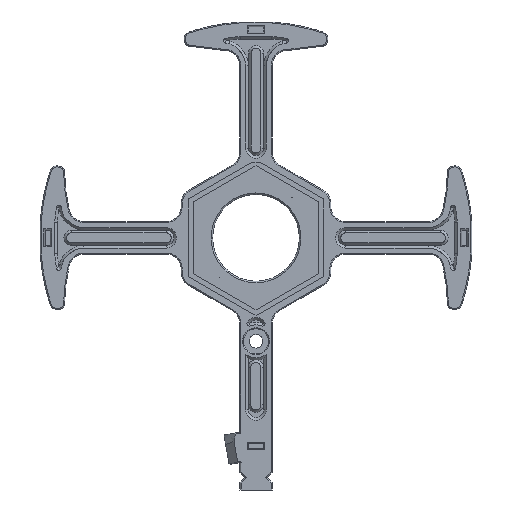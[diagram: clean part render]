
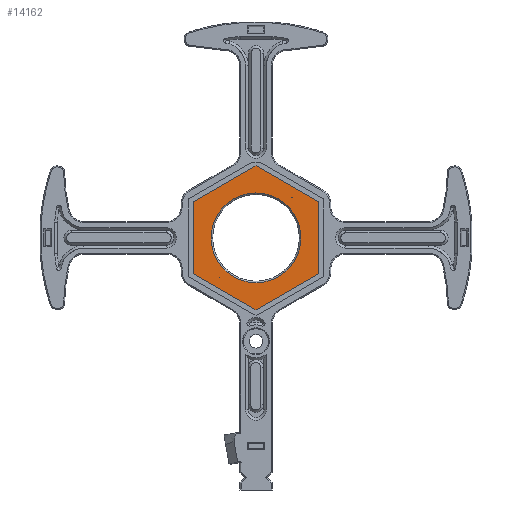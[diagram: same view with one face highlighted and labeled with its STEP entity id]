
A CAD part, left-side view. The second image highlights one B-rep face of the part: STEP entity #14162.
In plain terms, the highlighted planar face has unit normal (-1, 0, 0).
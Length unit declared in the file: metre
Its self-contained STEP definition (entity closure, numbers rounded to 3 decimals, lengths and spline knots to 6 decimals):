
#1296=CIRCLE('',#15463,0.017985);
#1297=CIRCLE('',#15464,0.021628);
#1298=CIRCLE('',#15465,0.021628);
#4295=ORIENTED_EDGE('',*,*,#7406,.T.);
#4296=ORIENTED_EDGE('',*,*,#7400,.F.);
#4297=ORIENTED_EDGE('',*,*,#7407,.F.);
#4298=ORIENTED_EDGE('',*,*,#7405,.F.);
#4299=ORIENTED_EDGE('',*,*,#7408,.F.);
#4300=ORIENTED_EDGE('',*,*,#7398,.F.);
#4301=ORIENTED_EDGE('',*,*,#7403,.F.);
#4302=ORIENTED_EDGE('',*,*,#7128,.T.);
#4303=ORIENTED_EDGE('',*,*,#7117,.T.);
#4304=ORIENTED_EDGE('',*,*,#7120,.T.);
#4305=ORIENTED_EDGE('',*,*,#7122,.T.);
#4306=ORIENTED_EDGE('',*,*,#7124,.T.);
#4307=ORIENTED_EDGE('',*,*,#7126,.T.);
#7117=EDGE_CURVE('',#8862,#8863,#9907,.T.);
#7120=EDGE_CURVE('',#8863,#8864,#9910,.T.);
#7122=EDGE_CURVE('',#8864,#8865,#9912,.T.);
#7124=EDGE_CURVE('',#8865,#8866,#9914,.T.);
#7126=EDGE_CURVE('',#8866,#8867,#9916,.T.);
#7128=EDGE_CURVE('',#8867,#8862,#9918,.T.);
#7398=EDGE_CURVE('',#9042,#9041,#10055,.T.);
#7400=EDGE_CURVE('',#9043,#9045,#10056,.T.);
#7403=EDGE_CURVE('',#9046,#9042,#10058,.T.);
#7405=EDGE_CURVE('',#9045,#9047,#10059,.T.);
#7406=EDGE_CURVE('',#9048,#9048,#1296,.F.);
#7407=EDGE_CURVE('',#9047,#9043,#1297,.F.);
#7408=EDGE_CURVE('',#9041,#9046,#1298,.F.);
#8862=VERTEX_POINT('',#26162);
#8863=VERTEX_POINT('',#26163);
#8864=VERTEX_POINT('',#26168);
#8865=VERTEX_POINT('',#26172);
#8866=VERTEX_POINT('',#26176);
#8867=VERTEX_POINT('',#26180);
#9041=VERTEX_POINT('',#27431);
#9042=VERTEX_POINT('',#27433);
#9043=VERTEX_POINT('',#27437);
#9045=VERTEX_POINT('',#27440);
#9046=VERTEX_POINT('',#27444);
#9047=VERTEX_POINT('',#27448);
#9048=VERTEX_POINT('',#27452);
#9907=LINE('',#26161,#10960);
#9910=LINE('',#26167,#10963);
#9912=LINE('',#26171,#10965);
#9914=LINE('',#26175,#10967);
#9916=LINE('',#26179,#10969);
#9918=LINE('',#26183,#10971);
#10055=LINE('',#27434,#11108);
#10056=LINE('',#27439,#11109);
#10058=LINE('',#27445,#11111);
#10059=LINE('',#27449,#11112);
#10960=VECTOR('',#18058,1.);
#10963=VECTOR('',#18063,1.);
#10965=VECTOR('',#18067,1.);
#10967=VECTOR('',#18071,1.);
#10969=VECTOR('',#18075,1.);
#10971=VECTOR('',#18079,1.);
#11108=VECTOR('',#18522,1.);
#11109=VECTOR('',#18527,1.);
#11111=VECTOR('',#18533,1.);
#11112=VECTOR('',#18538,1.);
#12021=EDGE_LOOP('',(#4295));
#12022=EDGE_LOOP('',(#4296,#4297,#4298));
#12023=EDGE_LOOP('',(#4299,#4300,#4301));
#12024=EDGE_LOOP('',(#4302,#4303,#4304,#4305,#4306,#4307));
#12931=FACE_BOUND('',#12021,.T.);
#12932=FACE_BOUND('',#12022,.T.);
#12933=FACE_BOUND('',#12023,.T.);
#12934=FACE_BOUND('',#12024,.T.);
#13517=PLANE('',#15462);
#14162=ADVANCED_FACE('',(#12931,#12932,#12933,#12934),#13517,.T.);
#15462=AXIS2_PLACEMENT_3D('',#27450,#18539,#18540);
#15463=AXIS2_PLACEMENT_3D('',#27451,#18541,#18542);
#15464=AXIS2_PLACEMENT_3D('',#27453,#18543,#18544);
#15465=AXIS2_PLACEMENT_3D('',#27454,#18545,#18546);
#18058=DIRECTION('',(0.,0.,1.));
#18063=DIRECTION('',(0.,0.866,0.5));
#18067=DIRECTION('',(0.,0.866,-0.5));
#18071=DIRECTION('',(0.,0.,-1.));
#18075=DIRECTION('',(0.,-0.866,-0.5));
#18079=DIRECTION('',(0.,-0.866,0.5));
#18522=DIRECTION('',(0.,-1.,0.));
#18527=DIRECTION('',(0.,-0.548,0.836));
#18533=DIRECTION('',(0.,0.547,-0.837));
#18538=DIRECTION('',(0.,1.,0.));
#18539=DIRECTION('',(-1.,0.,0.));
#18540=DIRECTION('',(0.,-1.,0.));
#18541=DIRECTION('',(-1.,0.,0.));
#18542=DIRECTION('',(0.,-1.,0.));
#18543=DIRECTION('',(-1.,0.,0.));
#18544=DIRECTION('',(0.,-1.,0.));
#18545=DIRECTION('',(-1.,0.,0.));
#18546=DIRECTION('',(0.,-1.,0.));
#26161=CARTESIAN_POINT('',(-0.235222,-0.145542,0.034841));
#26162=CARTESIAN_POINT('',(-0.235222,-0.145542,0.061907));
#26163=CARTESIAN_POINT('',(-0.235222,-0.145542,0.090775));
#26167=CARTESIAN_POINT('',(-0.235222,-0.148124,0.089284));
#26168=CARTESIAN_POINT('',(-0.235222,-0.120542,0.105209));
#26171=CARTESIAN_POINT('',(-0.235222,-0.087184,0.08595));
#26172=CARTESIAN_POINT('',(-0.235222,-0.095542,0.090775));
#26175=CARTESIAN_POINT('',(-0.235222,-0.095542,0.034841));
#26176=CARTESIAN_POINT('',(-0.235222,-0.095542,0.061907));
#26179=CARTESIAN_POINT('',(-0.235222,-0.123124,0.045983));
#26180=CARTESIAN_POINT('',(-0.235222,-0.120542,0.047474));
#26183=CARTESIAN_POINT('',(-0.235222,-0.112184,0.042648));
#27431=CARTESIAN_POINT('',(-0.235222,-0.106,0.060316));
#27433=CARTESIAN_POINT('',(-0.235222,-0.105915,0.060316));
#27434=CARTESIAN_POINT('',(-0.235222,-0.12417,0.060316));
#27437=CARTESIAN_POINT('',(-0.235222,-0.135113,0.092308));
#27439=CARTESIAN_POINT('',(-0.235222,-0.128538,0.082277));
#27440=CARTESIAN_POINT('',(-0.235222,-0.135215,0.092463));
#27444=CARTESIAN_POINT('',(-0.235222,-0.105946,0.060365));
#27445=CARTESIAN_POINT('',(-0.235222,-0.111396,0.068715));
#27448=CARTESIAN_POINT('',(-0.235222,-0.134941,0.092463));
#27449=CARTESIAN_POINT('',(-0.235222,-0.116834,0.092463));
#27450=CARTESIAN_POINT('',(-0.235222,-0.116692,0.034841));
#27451=CARTESIAN_POINT('',(-0.235222,-0.120541,0.076326));
#27452=CARTESIAN_POINT('',(-0.235222,-0.138526,0.076326));
#27453=CARTESIAN_POINT('',(-0.235222,-0.120541,0.076326));
#27454=CARTESIAN_POINT('',(-0.235222,-0.120541,0.076326));
